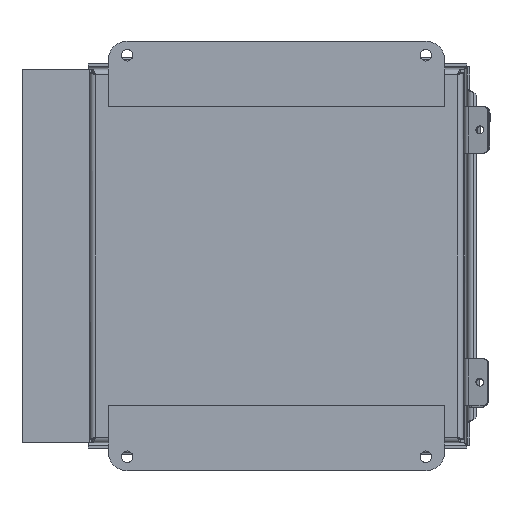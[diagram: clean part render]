
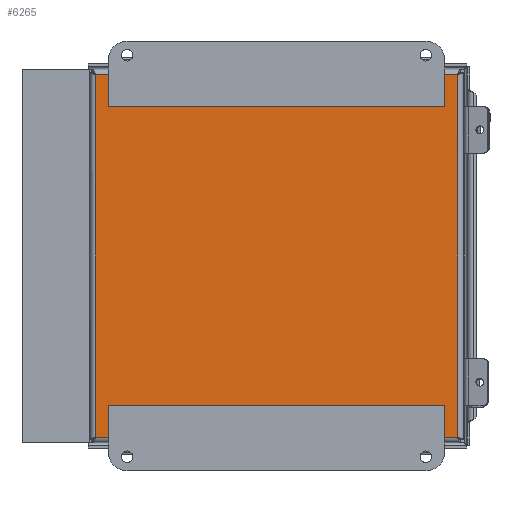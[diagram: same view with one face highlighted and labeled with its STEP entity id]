
A CAD part, front view. The second image highlights one B-rep face of the part: STEP entity #6265.
In plain terms, the highlighted planar face has unit normal (0, -1, 0).
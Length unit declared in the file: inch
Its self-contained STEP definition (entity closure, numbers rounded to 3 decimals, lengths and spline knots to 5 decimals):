
#6226=CARTESIAN_POINT('',(0.0,0.0,-10.0));
#6227=DIRECTION('',(0.0,-1.0,0.0));
#6228=DIRECTION('',(0.0,0.0,-1.0));
#6229=AXIS2_PLACEMENT_3D('',#6226,#6227,#6228);
#6230=PLANE('',#6229);
#6231=CARTESIAN_POINT('',(0.152,0.,-0.152));
#6232=VERTEX_POINT('',#6231);
#6233=CARTESIAN_POINT('',(0.152,0.,-9.848));
#6234=VERTEX_POINT('',#6233);
#6235=CARTESIAN_POINT('',(0.152,0.,-0.152));
#6236=DIRECTION('',(0.0,0.0,-1.0));
#6237=VECTOR('',#6236,9.696);
#6238=LINE('',#6235,#6237);
#6239=EDGE_CURVE('',#6232,#6234,#6238,.T.);
#6240=ORIENTED_EDGE('',*,*,#6239,.T.);
#6241=CARTESIAN_POINT('',(9.848,0.,-9.848));
#6242=VERTEX_POINT('',#6241);
#6243=CARTESIAN_POINT('',(0.152,0.,-9.848));
#6244=DIRECTION('',(1.0,0.0,0.0));
#6245=VECTOR('',#6244,9.696);
#6246=LINE('',#6243,#6245);
#6247=EDGE_CURVE('',#6234,#6242,#6246,.T.);
#6248=ORIENTED_EDGE('',*,*,#6247,.T.);
#6249=CARTESIAN_POINT('',(9.848,0.,-0.152));
#6250=VERTEX_POINT('',#6249);
#6251=CARTESIAN_POINT('',(9.848,0.,-9.848));
#6252=DIRECTION('',(0.0,0.0,1.0));
#6253=VECTOR('',#6252,9.696);
#6254=LINE('',#6251,#6253);
#6255=EDGE_CURVE('',#6242,#6250,#6254,.T.);
#6256=ORIENTED_EDGE('',*,*,#6255,.T.);
#6257=CARTESIAN_POINT('',(9.848,0.,-0.152));
#6258=DIRECTION('',(-1.0,0.0,0.0));
#6259=VECTOR('',#6258,9.696);
#6260=LINE('',#6257,#6259);
#6261=EDGE_CURVE('',#6250,#6232,#6260,.T.);
#6262=ORIENTED_EDGE('',*,*,#6261,.T.);
#6263=EDGE_LOOP('',(#6240,#6248,#6256,#6262));
#6264=FACE_OUTER_BOUND('',#6263,.T.);
#6265=ADVANCED_FACE('',(#6264),#6230,.T.);
